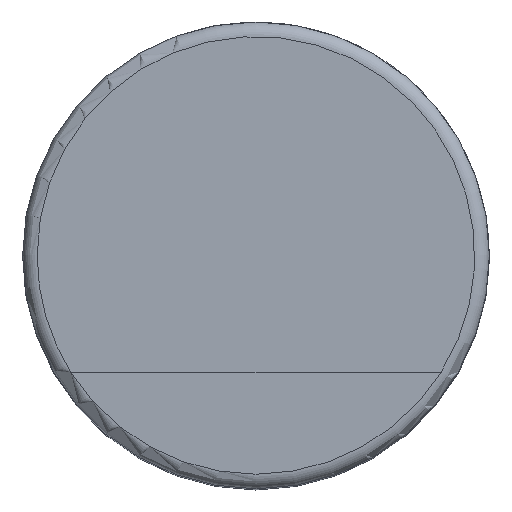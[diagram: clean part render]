
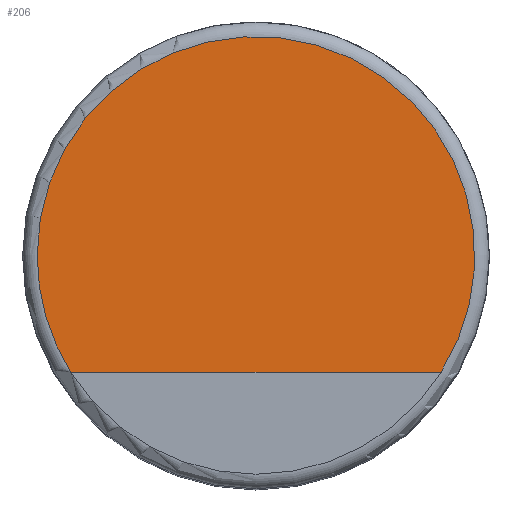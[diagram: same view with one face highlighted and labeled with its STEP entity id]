
A CAD part, top view. The second image highlights one B-rep face of the part: STEP entity #206.
In plain terms, the highlighted planar face has unit normal (0, 0, 1).
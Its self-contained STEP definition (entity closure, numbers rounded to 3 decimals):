
#23=CIRCLE('',#236,3.75);
#26=CIRCLE('',#239,3.75);
#50=FACE_OUTER_BOUND('',#65,.T.);
#65=EDGE_LOOP('',(#161,#162,#163));
#78=LINE('',#344,#87);
#87=VECTOR('',#267,10.);
#96=VERTEX_POINT('',#342);
#97=VERTEX_POINT('',#343);
#100=VERTEX_POINT('',#355);
#113=EDGE_CURVE('',#96,#97,#78,.T.);
#119=EDGE_CURVE('',#96,#100,#23,.T.);
#122=EDGE_CURVE('',#100,#97,#26,.T.);
#161=ORIENTED_EDGE('',*,*,#113,.T.);
#162=ORIENTED_EDGE('',*,*,#122,.F.);
#163=ORIENTED_EDGE('',*,*,#119,.F.);
#196=PLANE('',#243);
#206=ADVANCED_FACE('',(#50),#196,.T.);
#236=AXIS2_PLACEMENT_3D('',#356,#281,#282);
#239=AXIS2_PLACEMENT_3D('',#360,#287,#288);
#243=AXIS2_PLACEMENT_3D('',#367,#296,#297);
#267=DIRECTION('',(1.,0.,0.));
#281=DIRECTION('center_axis',(0.,0.,-1.));
#282=DIRECTION('ref_axis',(1.,0.,0.));
#287=DIRECTION('center_axis',(0.,0.,-1.));
#288=DIRECTION('ref_axis',(1.,0.,0.));
#296=DIRECTION('center_axis',(0.,0.,1.));
#297=DIRECTION('ref_axis',(1.,0.,0.));
#342=CARTESIAN_POINT('',(-3.172,-2.,12.));
#343=CARTESIAN_POINT('',(3.172,-2.,12.));
#344=CARTESIAN_POINT('',(1.586,-2.,12.));
#355=CARTESIAN_POINT('',(-3.75,0.,12.));
#356=CARTESIAN_POINT('Origin',(0.,0.,12.));
#360=CARTESIAN_POINT('Origin',(0.,0.,12.));
#367=CARTESIAN_POINT('Origin',(0.,0.,12.));
